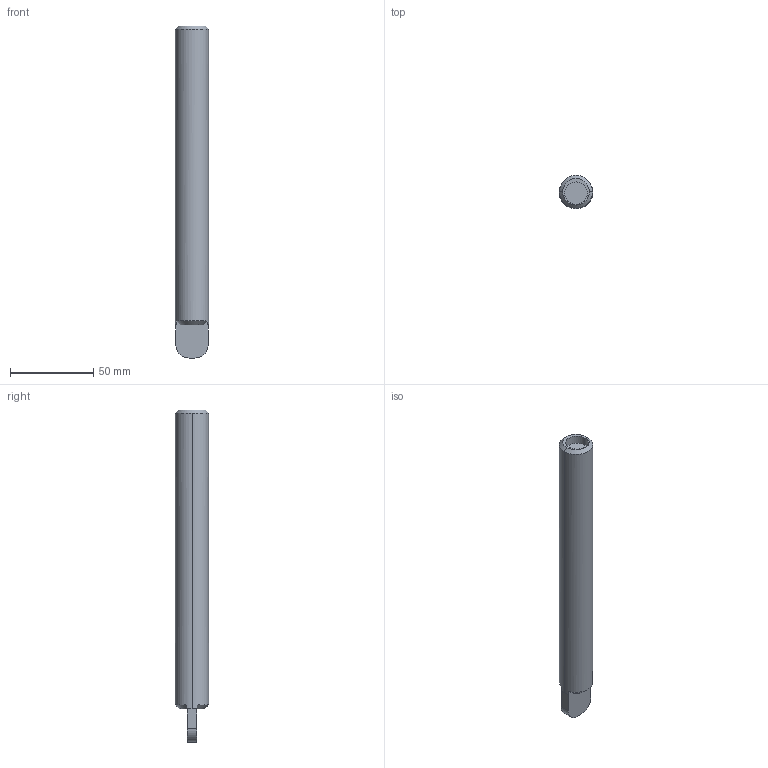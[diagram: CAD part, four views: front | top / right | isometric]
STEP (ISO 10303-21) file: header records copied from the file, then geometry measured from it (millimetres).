
FILE_DESCRIPTION((''),'2;1');
FILE_NAME('KYYNAR_YLA1_','2017-08-17T',('honkans5'),(''),'CREO PARAMETRIC BY PTC INC, 2015200','CREO PARAMETRIC BY PTC INC, 2015200','');
FILE_SCHEMA(('CONFIG_CONTROL_DESIGN'));
Length unit declared in the file: millimetre
Products named in the file (1): KYYNAR_YLA1_
Bounding box: 20 x 20 x 200 mm (x, y, z)
Volume: 56984.2 mm3; surface area: 13157.4 mm2
Topology: 1 solids, 1 shells, 28 faces, 66 edges, 42 vertices
Faces by surface type: plane 16, cylinder 8, cone 4
Entity records: 856 total; most frequent: CARTESIAN_POINT 152, DIRECTION 146, ORIENTED_EDGE 132, EDGE_CURVE 66, AXIS2_PLACEMENT_3D 56, VERTEX_POINT 42, VECTOR 34, LINE 34
